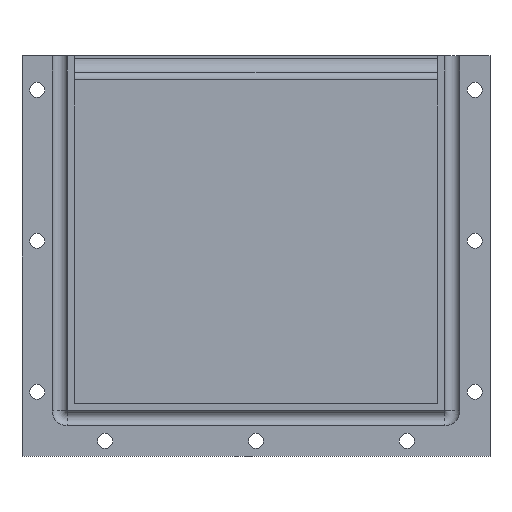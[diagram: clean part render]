
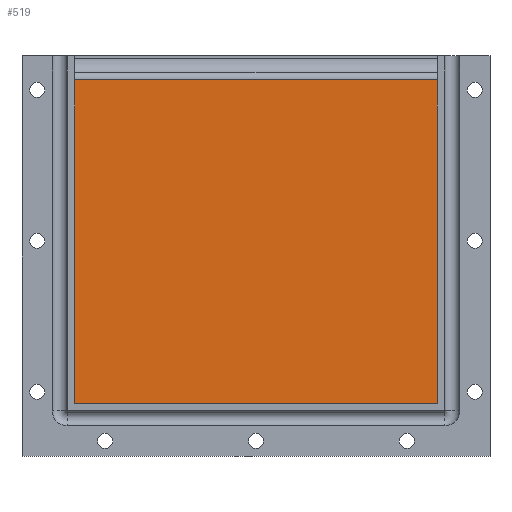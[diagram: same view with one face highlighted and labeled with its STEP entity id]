
A CAD part, front view. The second image highlights one B-rep face of the part: STEP entity #519.
In plain terms, the highlighted planar face has unit normal (0, -1, 0).
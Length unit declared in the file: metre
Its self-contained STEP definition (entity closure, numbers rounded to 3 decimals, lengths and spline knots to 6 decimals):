
#129=ORIENTED_EDGE('',*,*,#253,.F.);
#130=ORIENTED_EDGE('',*,*,#254,.T.);
#131=ORIENTED_EDGE('',*,*,#248,.T.);
#132=ORIENTED_EDGE('',*,*,#255,.F.);
#248=EDGE_CURVE('',#309,#310,#342,.T.);
#253=EDGE_CURVE('',#313,#314,#345,.T.);
#254=EDGE_CURVE('',#313,#309,#346,.F.);
#255=EDGE_CURVE('',#314,#310,#347,.T.);
#309=VERTEX_POINT('',#865);
#310=VERTEX_POINT('',#866);
#313=VERTEX_POINT('',#875);
#314=VERTEX_POINT('',#876);
#342=LINE('',#864,#379);
#345=LINE('',#874,#382);
#346=LINE('',#877,#383);
#347=LINE('',#878,#384);
#379=VECTOR('',#697,1.);
#382=VECTOR('',#706,1.);
#383=VECTOR('',#707,1.);
#384=VECTOR('',#708,1.);
#415=EDGE_LOOP('',(#129,#130,#131,#132));
#470=FACE_BOUND('',#415,.T.);
#506=PLANE('',#585);
#519=ADVANCED_FACE('',(#470),#506,.T.);
#585=AXIS2_PLACEMENT_3D('',#873,#704,#705);
#697=DIRECTION('',(0.,0.,-1.));
#704=DIRECTION('',(0.,-1.,0.));
#705=DIRECTION('',(1.,0.,0.));
#706=DIRECTION('',(0.,0.,-1.));
#707=DIRECTION('',(1.,0.,0.));
#708=DIRECTION('',(-1.,0.,0.));
#864=CARTESIAN_POINT('',(-0.06,0.00075,0.135));
#865=CARTESIAN_POINT('',(-0.06,0.00075,0.132241));
#866=CARTESIAN_POINT('',(-0.06,0.00075,0.025));
#873=CARTESIAN_POINT('',(0.,0.00075,0.135));
#874=CARTESIAN_POINT('',(0.06,0.00075,0.135));
#875=CARTESIAN_POINT('',(0.06,0.00075,0.132241));
#876=CARTESIAN_POINT('',(0.06,0.00075,0.025));
#877=CARTESIAN_POINT('',(-0.06,0.00075,0.132241));
#878=CARTESIAN_POINT('',(0.,0.00075,0.025));
